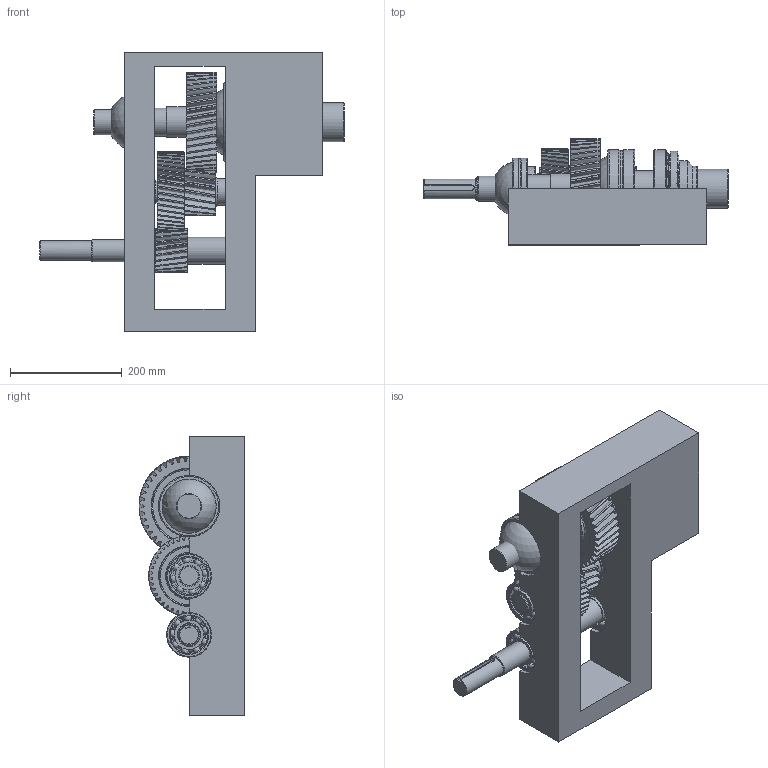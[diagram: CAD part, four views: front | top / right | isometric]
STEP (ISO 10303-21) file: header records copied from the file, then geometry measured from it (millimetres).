
FILE_DESCRIPTION(('FreeCAD Model'),'2;1');
FILE_NAME('Open CASCADE Shape Model','2025-05-08T08:43:39',('FreeCAD'),( 'FreeCAD'),'Open CASCADE STEP processor 7.6','FreeCAD','Unknown');
FILE_SCHEMA(('AUTOMOTIVE_DESIGN { 1 0 10303 214 1 1 1 1 }'));
Products named in the file (1): Open CASCADE STEP translator 7.6 1
Bounding box: 543.99 x 189.48 x 500 mm (x, y, z)
Volume: 12846919.2 mm3; surface area: 1437077.5 mm2
Topology: 39 solids, 39 shells, 1454 faces, 3970 edges, 2785 vertices
Faces by surface type: plane 343, cone 298, cylinder 267, torus 255, bspline 238, sphere 53
Full cylindrical faces by diameter (mm): 3 x3, 4.5 x3, 12 x12, 35 x9, 40 x4, 42 x2, 45 x1, 46.2 x1, 48 x2, 49.56 x8, 50 x2, 51 x1, 52.6 x4, 55 x1, 65 x3, 65.35 x8, 65.8 x2, 67.4 x4, 69.2 x8, 69.8 x4, 70 x1, 70.2 x1, 72.95 x1, 76.497 x1, 80 x9, 80.5 x1, 90.464 x1, 91.5 x1, 96 x2, 101 x1
Entity records: 176724 total; most frequent: CARTESIAN_POINT 141377, ORIENTED_EDGE 7632, DIRECTION 7063, EDGE_CURVE 3816, AXIS2_PLACEMENT_3D 3387, VERTEX_POINT 2735, FACE_BOUND 1863, EDGE_LOOP 1813
